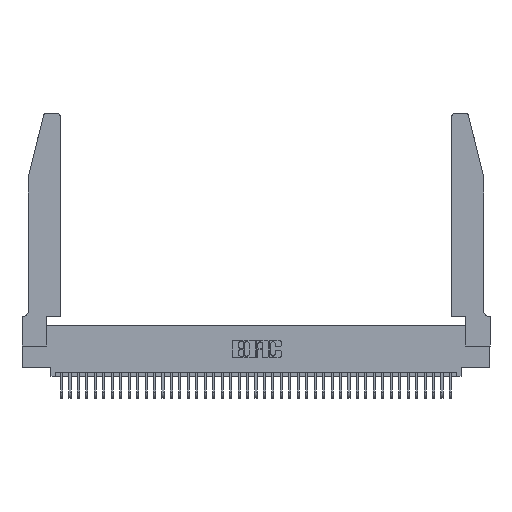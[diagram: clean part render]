
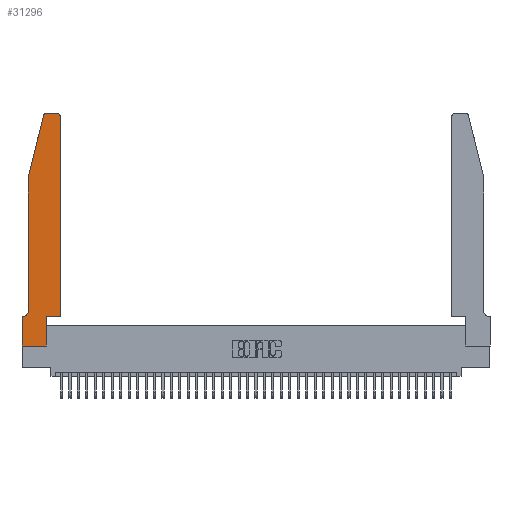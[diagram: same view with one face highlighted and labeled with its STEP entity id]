
A CAD part, top view. The second image highlights one B-rep face of the part: STEP entity #31296.
In plain terms, the highlighted planar face has unit normal (0, 0, 1).
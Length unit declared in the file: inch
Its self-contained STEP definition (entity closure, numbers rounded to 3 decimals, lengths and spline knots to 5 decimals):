
#1014 = DIRECTION ( 'NONE',  ( 1., 0., 0. ) ) ;
#1232 = VERTEX_POINT ( 'NONE', #23353 ) ;
#1633 = LINE ( 'NONE', #14064, #32342 ) ;
#2959 = DIRECTION ( 'NONE',  ( 0., 0., -1. ) ) ;
#3770 = CARTESIAN_POINT ( 'NONE',  ( 0.2865, 0.35, 0.37 ) ) ;
#4080 = DIRECTION ( 'NONE',  ( -1., 0., 0. ) ) ;
#4310 = VECTOR ( 'NONE', #19280, 39.37008 ) ;
#4587 = CARTESIAN_POINT ( 'NONE',  ( 0.0755, 0.42, 0.37 ) ) ;
#5454 = ORIENTED_EDGE ( 'NONE', *, *, #7364, .T. ) ;
#5606 = AXIS2_PLACEMENT_3D ( 'NONE', #28924, #38107, #19848 ) ;
#5665 = VECTOR ( 'NONE', #19111, 39.37008 ) ;
#5874 = DIRECTION ( 'NONE',  ( 1., 0., 0. ) ) ;
#6227 = VECTOR ( 'NONE', #5874, 39.37008 ) ;
#6269 = CARTESIAN_POINT ( 'NONE',  ( 0.0755, 2., 0.37 ) ) ;
#6357 = VECTOR ( 'NONE', #4080, 39.37008 ) ;
#7364 = EDGE_CURVE ( 'NONE', #32527, #35490, #29930, .T. ) ;
#7601 = CARTESIAN_POINT ( 'NONE',  ( 0.4505, 0.35, 0.37 ) ) ;
#8245 = CARTESIAN_POINT ( 'NONE',  ( 0.25487, 2.72718, 0.37 ) ) ;
#9020 = CARTESIAN_POINT ( 'NONE',  ( 0.0755, 2., 0.37 ) ) ;
#9047 = VERTEX_POINT ( 'NONE', #35668 ) ;
#9304 = ORIENTED_EDGE ( 'NONE', *, *, #18162, .T. ) ;
#9862 = CARTESIAN_POINT ( 'NONE',  ( 0.284, 2.72, 0.37 ) ) ;
#9993 = FACE_OUTER_BOUND ( 'NONE', #20413, .T. ) ;
#10247 = CARTESIAN_POINT ( 'NONE',  ( 0., 0.35, 0.37 ) ) ;
#10352 = CARTESIAN_POINT ( 'NONE',  ( 0.4505, 0.35, 0.37 ) ) ;
#12125 = DIRECTION ( 'NONE',  ( -0.239, -0.971, 0. ) ) ;
#12652 = ORIENTED_EDGE ( 'NONE', *, *, #25645, .T. ) ;
#12698 = ORIENTED_EDGE ( 'NONE', *, *, #13032, .T. ) ;
#12764 = EDGE_CURVE ( 'NONE', #16541, #19768, #1633, .T. ) ;
#12941 = DIRECTION ( 'NONE',  ( 1., 0., 0. ) ) ;
#13032 = EDGE_CURVE ( 'NONE', #35490, #27092, #23694, .T. ) ;
#13671 = VECTOR ( 'NONE', #12125, 39.37008 ) ;
#14064 = CARTESIAN_POINT ( 'NONE',  ( 0., 0., 0.37 ) ) ;
#14265 = ORIENTED_EDGE ( 'NONE', *, *, #16224, .T. ) ;
#15015 = CARTESIAN_POINT ( 'NONE',  ( 0.4205, 2.72, 0.37 ) ) ;
#15060 = EDGE_CURVE ( 'NONE', #23063, #9047, #15466, .T. ) ;
#15292 = AXIS2_PLACEMENT_3D ( 'NONE', #21368, #2959, #24417 ) ;
#15466 = LINE ( 'NONE', #28614, #6357 ) ;
#16060 = ORIENTED_EDGE ( 'NONE', *, *, #17107, .T. ) ;
#16224 = EDGE_CURVE ( 'NONE', #1232, #16541, #27841, .T. ) ;
#16302 = CARTESIAN_POINT ( 'NONE',  ( 0., 0., 0.37 ) ) ;
#16541 = VERTEX_POINT ( 'NONE', #10247 ) ;
#17107 = EDGE_CURVE ( 'NONE', #22614, #17867, #22521, .T. ) ;
#17807 = ORIENTED_EDGE ( 'NONE', *, *, #34459, .T. ) ;
#17867 = VERTEX_POINT ( 'NONE', #7601 ) ;
#18049 = AXIS2_PLACEMENT_3D ( 'NONE', #15015, #36416, #18107 ) ;
#18107 = DIRECTION ( 'NONE',  ( 1., 0., 0. ) ) ;
#18162 = EDGE_CURVE ( 'NONE', #27092, #1232, #32950, .T. ) ;
#18166 = DIRECTION ( 'NONE',  ( -1., 0., 0. ) ) ;
#18325 = EDGE_CURVE ( 'NONE', #9047, #32527, #33417, .T. ) ;
#19111 = DIRECTION ( 'NONE',  ( 0., 1., 0. ) ) ;
#19280 = DIRECTION ( 'NONE',  ( 0., 1., 0. ) ) ;
#19560 = CIRCLE ( 'NONE', #18049, 0.03 ) ;
#19711 = CARTESIAN_POINT ( 'NONE',  ( 0.4505, 2.72, 0.37 ) ) ;
#19768 = VERTEX_POINT ( 'NONE', #16302 ) ;
#19848 = DIRECTION ( 'NONE',  ( 1., 0., 0. ) ) ;
#20413 = EDGE_LOOP ( 'NONE', ( #27165, #31450, #5454, #12698, #9304, #14265, #32164, #39660, #17807, #16060, #22839, #12652 ) ) ;
#21103 = CARTESIAN_POINT ( 'NONE',  ( 0.0755, 0.35, 0.37 ) ) ;
#21368 = CARTESIAN_POINT ( 'NONE',  ( 0.0055, 0.42, 0.37 ) ) ;
#22492 = AXIS2_PLACEMENT_3D ( 'NONE', #9862, #31231, #12941 ) ;
#22521 = LINE ( 'NONE', #10352, #28746 ) ;
#22614 = VERTEX_POINT ( 'NONE', #35103 ) ;
#22839 = ORIENTED_EDGE ( 'NONE', *, *, #23773, .T. ) ;
#23063 = VERTEX_POINT ( 'NONE', #37194 ) ;
#23353 = CARTESIAN_POINT ( 'NONE',  ( 0.0055, 0.35, 0.37 ) ) ;
#23453 = LINE ( 'NONE', #24180, #6227 ) ;
#23520 = EDGE_CURVE ( 'NONE', #19768, #36663, #23453, .T. ) ;
#23694 = LINE ( 'NONE', #6269, #30882 ) ;
#23773 = EDGE_CURVE ( 'NONE', #17867, #31265, #36899, .T. ) ;
#24180 = CARTESIAN_POINT ( 'NONE',  ( 0., 0., 0.37 ) ) ;
#24417 = DIRECTION ( 'NONE',  ( -1., 0., 0. ) ) ;
#25645 = EDGE_CURVE ( 'NONE', #31265, #23063, #19560, .T. ) ;
#27092 = VERTEX_POINT ( 'NONE', #4587 ) ;
#27154 = CARTESIAN_POINT ( 'NONE',  ( 0.2865, 0., 0.37 ) ) ;
#27165 = ORIENTED_EDGE ( 'NONE', *, *, #15060, .T. ) ;
#27666 = DIRECTION ( 'NONE',  ( 0., -1., 0. ) ) ;
#27841 = LINE ( 'NONE', #21103, #28821 ) ;
#28474 = CARTESIAN_POINT ( 'NONE',  ( 0.4505, 0.35, 0.37 ) ) ;
#28614 = CARTESIAN_POINT ( 'NONE',  ( 0.2605, 2.75, 0.37 ) ) ;
#28746 = VECTOR ( 'NONE', #1014, 39.37008 ) ;
#28821 = VECTOR ( 'NONE', #18166, 39.37008 ) ;
#28924 = CARTESIAN_POINT ( 'NONE',  ( 0., 0.35, 0.37 ) ) ;
#29930 = LINE ( 'NONE', #9020, #13671 ) ;
#30882 = VECTOR ( 'NONE', #27666, 39.37008 ) ;
#31231 = DIRECTION ( 'NONE',  ( 0., 0., 1. ) ) ;
#31265 = VERTEX_POINT ( 'NONE', #19711 ) ;
#31296 = ADVANCED_FACE ( 'NONE', ( #9993 ), #35066, .T. ) ;
#31450 = ORIENTED_EDGE ( 'NONE', *, *, #18325, .T. ) ;
#32164 = ORIENTED_EDGE ( 'NONE', *, *, #12764, .T. ) ;
#32342 = VECTOR ( 'NONE', #32380, 39.37008 ) ;
#32380 = DIRECTION ( 'NONE',  ( 0., -1., 0. ) ) ;
#32527 = VERTEX_POINT ( 'NONE', #8245 ) ;
#32950 = CIRCLE ( 'NONE', #15292, 0.07 ) ;
#33256 = CARTESIAN_POINT ( 'NONE',  ( 0.0755, 2., 0.37 ) ) ;
#33417 = CIRCLE ( 'NONE', #22492, 0.03 ) ;
#34459 = EDGE_CURVE ( 'NONE', #36663, #22614, #38178, .T. ) ;
#35066 = PLANE ( 'NONE',  #5606 ) ;
#35103 = CARTESIAN_POINT ( 'NONE',  ( 0.2865, 0.35, 0.37 ) ) ;
#35490 = VERTEX_POINT ( 'NONE', #33256 ) ;
#35668 = CARTESIAN_POINT ( 'NONE',  ( 0.284, 2.75, 0.37 ) ) ;
#36416 = DIRECTION ( 'NONE',  ( 0., 0., 1. ) ) ;
#36663 = VERTEX_POINT ( 'NONE', #27154 ) ;
#36899 = LINE ( 'NONE', #28474, #4310 ) ;
#37194 = CARTESIAN_POINT ( 'NONE',  ( 0.4205, 2.75, 0.37 ) ) ;
#38107 = DIRECTION ( 'NONE',  ( 0., 0., 1. ) ) ;
#38178 = LINE ( 'NONE', #3770, #5665 ) ;
#39660 = ORIENTED_EDGE ( 'NONE', *, *, #23520, .T. ) ;
